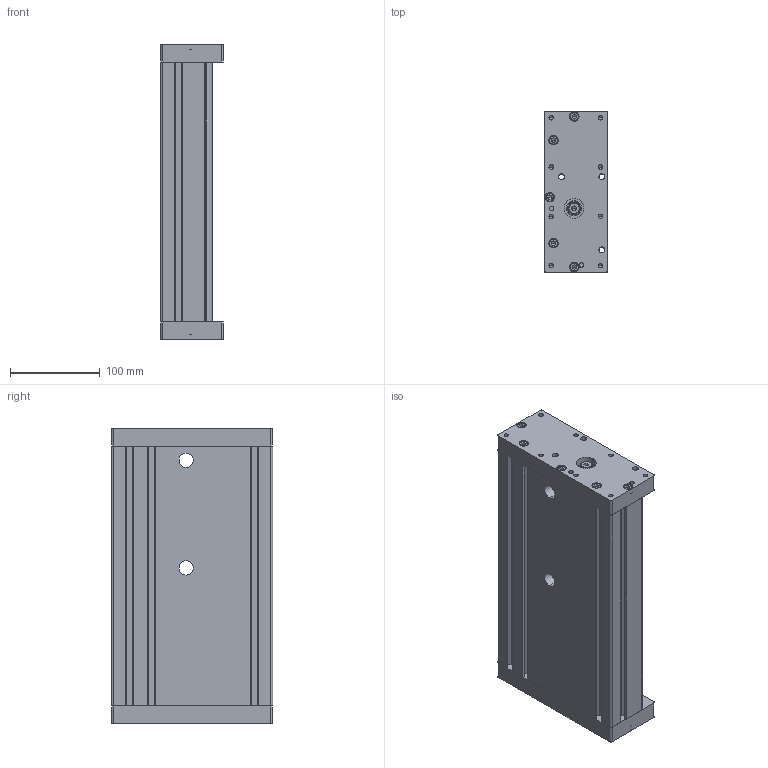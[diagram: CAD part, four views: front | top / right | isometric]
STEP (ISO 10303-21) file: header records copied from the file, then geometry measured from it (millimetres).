
FILE_DESCRIPTION (( 'STEP AP214' ), '1' );
FILE_NAME ('0186-0869_181204_E01-37Sx300.STEP', '2018-12-04T13:44:07', ( '' ), ( '' ), 'SwSTEP 2.0', 'SolidWorks 2018', '' );
FILE_SCHEMA (( 'AUTOMOTIVE_DESIGN' ));
Length unit declared in the file: millimetre
Products named in the file (1): 0186-0869_181204_E01-37Sx300
Bounding box: 70.25 x 180 x 330 mm (x, y, z)
Volume: 1652688.5 mm3; surface area: 410303.4 mm2
Topology: 3 solids, 89 shells, 2738 faces, 7266 edges, 4504 vertices
Faces by surface type: cone 956, plane 851, cylinder 845, torus 86
Entity records: 114982 total; most frequent: DIRECTION 15615, CARTESIAN_POINT 15062, ORIENTED_EDGE 14312, EDGE_CURVE 7156, AXIS2_PLACEMENT_3D 5909, VERTEX_POINT 4504, LINE 3797, VECTOR 3797
